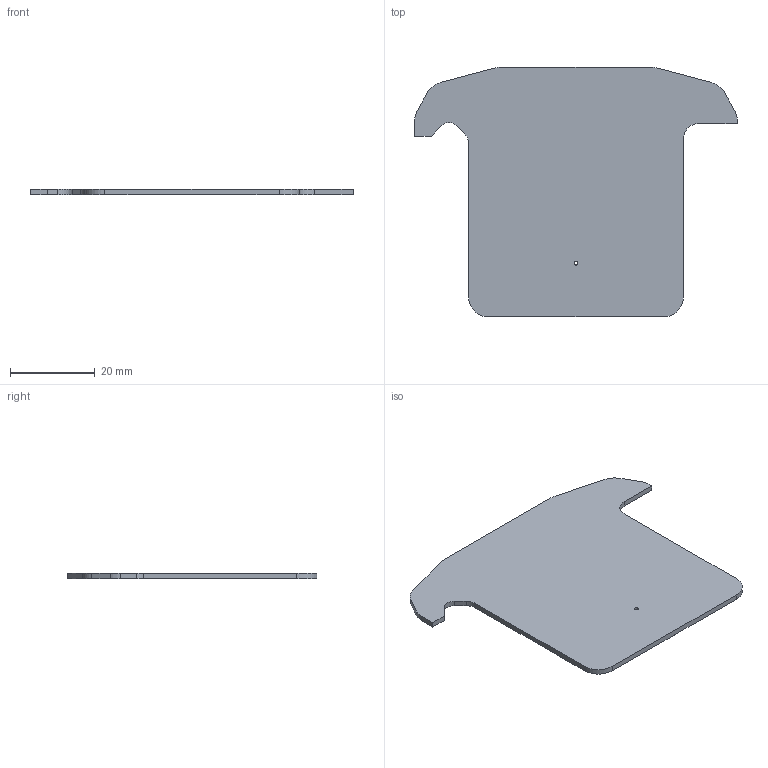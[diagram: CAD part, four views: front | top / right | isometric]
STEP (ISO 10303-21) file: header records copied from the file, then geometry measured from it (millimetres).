
FILE_DESCRIPTION (( 'STEP AP214' ), '1' );
FILE_NAME ('16588-E0W.STEP', '2015-04-23T17:14:34', ( 'admin' ), ( '' ), 'SwSTEP 2.0', 'SolidWorks 2014', '' );
FILE_SCHEMA (( 'AUTOMOTIVE_DESIGN' ));
Length unit declared in the file: inch
Products named in the file (1): 16588-E0W
Bounding box: 76.2 x 59.05 x 1.27 mm (x, y, z)
Volume: 4093.4 mm3; surface area: 6782.1 mm2
Topology: 1 solids, 1 shells, 360 faces, 966 edges, 644 vertices
Faces by surface type: plane 225, bspline 82, cylinder 53
Entity records: 16976 total; most frequent: CARTESIAN_POINT 3673, ORIENTED_EDGE 1932, DIRECTION 1474, EDGE_CURVE 966, VECTOR 688, LINE 688, VERTEX_POINT 644, EDGE_LOOP 398
